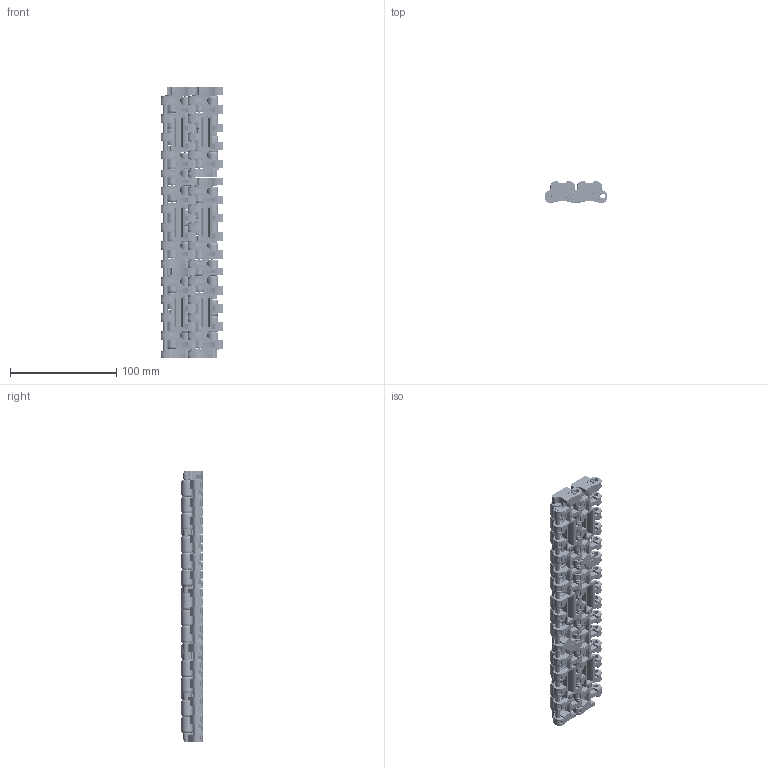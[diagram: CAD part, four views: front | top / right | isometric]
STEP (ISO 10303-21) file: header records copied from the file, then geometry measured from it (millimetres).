
FILE_DESCRIPTION (( 'STEP AP214' ), '1' );
FILE_NAME ('Rexnord-XLA 1005 XLBP-XLA 1005 XLBP STANDARD K-255.STEP', '2021-12-03T11:56:18', ( '' ), ( '' ), 'SwSTEP 2.0', 'SolidWorks 2021', '' );
FILE_SCHEMA (( 'AUTOMOTIVE_DESIGN' ));
Length unit declared in the file: millimetre
Products named in the file (13): Rexnord-XLA 1005 XLBP-XLA 1005 XLBP STANDARD K-255_170 RHS END MODULE; Rexnord-XLA 1005 XLBP-XLA 1005 XLBP STANDARD K-255_81995562_3D; Rexnord-XLA 1005 XLBP-XLA 1005 XLBP STANDARD K-255_85 RHS; Rexnord-XLA 1005 XLBP-XLA 1005 XLBP STANDARD K-255_81995551_3D; Rexnord-XLA 1005 XLBP-XLA 1005 XLBP STANDARD K-255_170 LHS END MODULE; Rexnord-XLA 1005 XLBP-XLA 1005 XLBP STANDARD K-255_81995540_ASSEMBLED_3D; Rexnord-XLA 1005 XLBP-XLA 1005 XLBP STANDARD K-255; Rexnord-XLA 1005 XLBP-XLA 1005 XLBP STANDARD K-255_81995611_3D; Rexnord-XLA 1005 XLBP-XLA 1005 XLBP STANDARD K-255_PLUG_1005_3D; Rexnord-XLA 1005 XLBP-XLA 1005 XLBP STANDARD K-255_81995531_3D; Rexnord-XLA 1005 XLBP-XLA 1005 XLBP STANDARD K-255_81995590_ASSEMBLED_3D; Rexnord-XLA 1005 XLBP-XLA 1005 XLBP STANDARD K-255_PIN; Rexnord-XLA 1005 XLBP-XLA 1005 XLBP STANDARD K-255_85 LHS
Assembly tree (88 placements, depth 3):
  Rexnord-XLA 1005 XLBP-XLA 1005 XLBP STANDARD K-255
    Rexnord-XLA 1005 XLBP-XLA 1005 XLBP STANDARD K-255_85 RHS
      Rexnord-XLA 1005 XLBP-XLA 1005 XLBP STANDARD K-255_81995590_ASSEMBLED_3D  x2
      Rexnord-XLA 1005 XLBP-XLA 1005 XLBP STANDARD K-255_81995562_3D  x3
      Rexnord-XLA 1005 XLBP-XLA 1005 XLBP STANDARD K-255_81995551_3D  x8
      Rexnord-XLA 1005 XLBP-XLA 1005 XLBP STANDARD K-255_PLUG_1005_3D
      Rexnord-XLA 1005 XLBP-XLA 1005 XLBP STANDARD K-255_81995611_3D
    Rexnord-XLA 1005 XLBP-XLA 1005 XLBP STANDARD K-255_170 RHS END MODULE
      Rexnord-XLA 1005 XLBP-XLA 1005 XLBP STANDARD K-255_81995540_ASSEMBLED_3D  x2
      Rexnord-XLA 1005 XLBP-XLA 1005 XLBP STANDARD K-255_81995562_3D  x4
      Rexnord-XLA 1005 XLBP-XLA 1005 XLBP STANDARD K-255_81995551_3D  x18
      Rexnord-XLA 1005 XLBP-XLA 1005 XLBP STANDARD K-255_PLUG_1005_3D
      Rexnord-XLA 1005 XLBP-XLA 1005 XLBP STANDARD K-255_81995531_3D
    Rexnord-XLA 1005 XLBP-XLA 1005 XLBP STANDARD K-255_85 LHS
      Rexnord-XLA 1005 XLBP-XLA 1005 XLBP STANDARD K-255_81995590_ASSEMBLED_3D  x2
      Rexnord-XLA 1005 XLBP-XLA 1005 XLBP STANDARD K-255_81995562_3D  x3
      Rexnord-XLA 1005 XLBP-XLA 1005 XLBP STANDARD K-255_81995551_3D  x8
      Rexnord-XLA 1005 XLBP-XLA 1005 XLBP STANDARD K-255_PLUG_1005_3D
      Rexnord-XLA 1005 XLBP-XLA 1005 XLBP STANDARD K-255_81995611_3D
    Rexnord-XLA 1005 XLBP-XLA 1005 XLBP STANDARD K-255_170 LHS END MODULE
      Rexnord-XLA 1005 XLBP-XLA 1005 XLBP STANDARD K-255_81995540_ASSEMBLED_3D  x2
      Rexnord-XLA 1005 XLBP-XLA 1005 XLBP STANDARD K-255_81995562_3D  x4
      Rexnord-XLA 1005 XLBP-XLA 1005 XLBP STANDARD K-255_81995551_3D  x18
      Rexnord-XLA 1005 XLBP-XLA 1005 XLBP STANDARD K-255_PLUG_1005_3D
      Rexnord-XLA 1005 XLBP-XLA 1005 XLBP STANDARD K-255_81995531_3D
    Rexnord-XLA 1005 XLBP-XLA 1005 XLBP STANDARD K-255_PIN  x2
Bounding box: 59.15 x 20.05 x 312.94 mm (x, y, z)
Volume: 81500.7 mm3; surface area: 123875 mm2
Topology: 80 solids, 88 shells, 7676 faces, 21160 edges, 14006 vertices
Faces by surface type: plane 2956, bspline 2228, cylinder 1780, cone 452, torus 260
Entity records: 66854 total; most frequent: CARTESIAN_POINT 25966, ORIENTED_EDGE 7748, DIRECTION 5473, EDGE_CURVE 3892, VERTEX_POINT 2582, LINE 2133, VECTOR 2133, AXIS2_PLACEMENT_3D 1670
